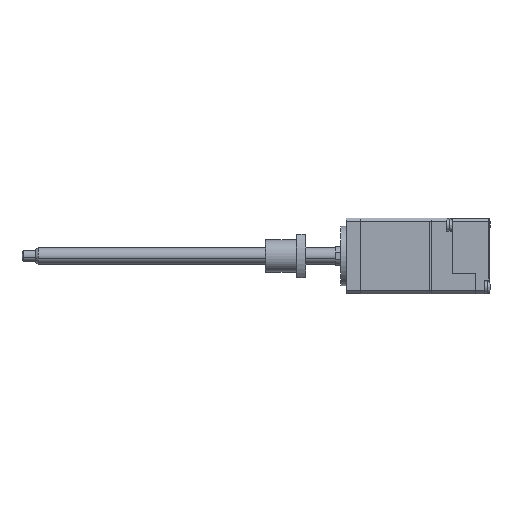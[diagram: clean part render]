
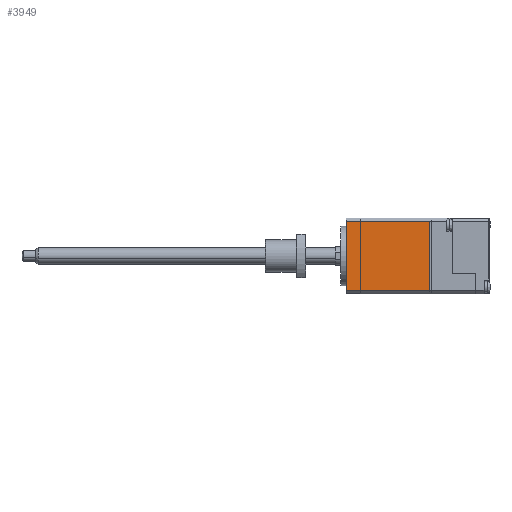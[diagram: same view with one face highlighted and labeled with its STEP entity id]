
A CAD part, left-side view. The second image highlights one B-rep face of the part: STEP entity #3949.
In plain terms, the highlighted planar face has unit normal (-1, 0, 0).
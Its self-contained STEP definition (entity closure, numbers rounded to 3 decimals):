
#70 = DIRECTION ( 'NONE',  ( 0., -1., 0. ) ) ;
#152 = CARTESIAN_POINT ( 'NONE',  ( -26.711, -31.654, 32.445 ) ) ;
#526 = CARTESIAN_POINT ( 'NONE',  ( -26.711, -31.654, 6.755 ) ) ;
#754 = CARTESIAN_POINT ( 'NONE',  ( -26.711, -0.974, 6.755 ) ) ;
#941 = EDGE_CURVE ( 'NONE', #2915, #9613, #8160, .T. ) ;
#1032 = VECTOR ( 'NONE', #9171, 1000. ) ;
#1307 = CARTESIAN_POINT ( 'NONE',  ( -26.711, -0.974, 32.445 ) ) ;
#1403 = AXIS2_PLACEMENT_3D ( 'NONE', #1307, #2850, #8108 ) ;
#2363 = CARTESIAN_POINT ( 'NONE',  ( -26.711, -31.654, 32.445 ) ) ;
#2404 = VECTOR ( 'NONE', #70, 1000. ) ;
#2508 = VERTEX_POINT ( 'NONE', #152 ) ;
#2640 = EDGE_CURVE ( 'NONE', #2508, #9613, #2842, .T. ) ;
#2842 = LINE ( 'NONE', #2363, #1032 ) ;
#2850 = DIRECTION ( 'NONE',  ( -1., 0., 0. ) ) ;
#2915 = VERTEX_POINT ( 'NONE', #7987 ) ;
#3949 = ADVANCED_FACE ( 'NONE', ( #4552 ), #4308, .T. ) ;
#4308 = PLANE ( 'NONE',  #1403 ) ;
#4372 = DIRECTION ( 'NONE',  ( 0., 0., -1. ) ) ;
#4552 = FACE_OUTER_BOUND ( 'NONE', #5921, .T. ) ;
#5310 = ORIENTED_EDGE ( 'NONE', *, *, #9352, .F. ) ;
#5451 = CARTESIAN_POINT ( 'NONE',  ( -26.711, -0.974, 32.445 ) ) ;
#5697 = VECTOR ( 'NONE', #4372, 1000. ) ;
#5921 = EDGE_LOOP ( 'NONE', ( #5977, #5310, #7857, #8502 ) ) ;
#5977 = ORIENTED_EDGE ( 'NONE', *, *, #2640, .F. ) ;
#6128 = VECTOR ( 'NONE', #9084, 1000. ) ;
#6147 = LINE ( 'NONE', #6619, #5697 ) ;
#6619 = CARTESIAN_POINT ( 'NONE',  ( -26.711, -0.974, 32.445 ) ) ;
#6843 = CARTESIAN_POINT ( 'NONE',  ( -26.711, -0.974, 32.445 ) ) ;
#7857 = ORIENTED_EDGE ( 'NONE', *, *, #8195, .T. ) ;
#7987 = CARTESIAN_POINT ( 'NONE',  ( -26.711, -0.974, 6.755 ) ) ;
#8108 = DIRECTION ( 'NONE',  ( 0., 0., -1. ) ) ;
#8160 = LINE ( 'NONE', #754, #6128 ) ;
#8195 = EDGE_CURVE ( 'NONE', #8810, #2915, #6147, .T. ) ;
#8412 = LINE ( 'NONE', #6843, #2404 ) ;
#8502 = ORIENTED_EDGE ( 'NONE', *, *, #941, .T. ) ;
#8810 = VERTEX_POINT ( 'NONE', #5451 ) ;
#9084 = DIRECTION ( 'NONE',  ( 0., -1., 0. ) ) ;
#9171 = DIRECTION ( 'NONE',  ( 0., 0., -1. ) ) ;
#9352 = EDGE_CURVE ( 'NONE', #8810, #2508, #8412, .T. ) ;
#9613 = VERTEX_POINT ( 'NONE', #526 ) ;
